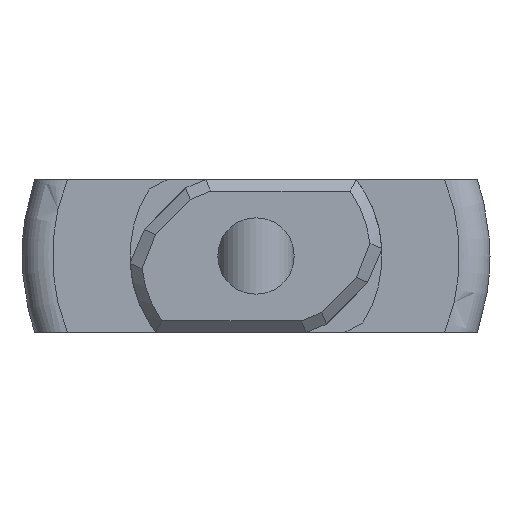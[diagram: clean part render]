
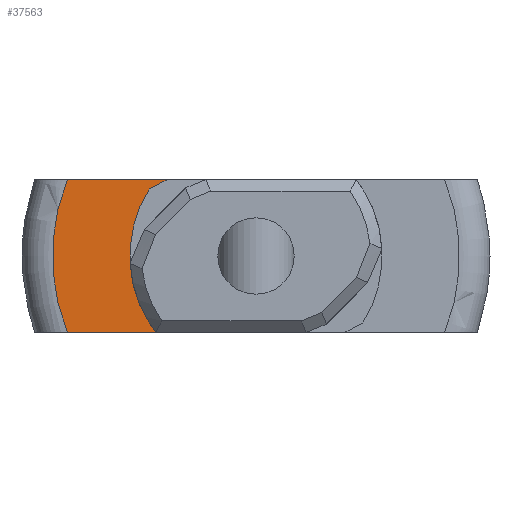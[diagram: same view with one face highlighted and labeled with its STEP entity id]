
A CAD part, left-side view. The second image highlights one B-rep face of the part: STEP entity #37563.
In plain terms, the highlighted planar face has unit normal (-1, 0, 0).
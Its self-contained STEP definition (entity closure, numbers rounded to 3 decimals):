
#722 = PLANE('',#723);
#723 = AXIS2_PLACEMENT_3D('',#724,#725,#726);
#724 = CARTESIAN_POINT('',(-6.25,-6.25,2.));
#725 = DIRECTION('',(0.,0.,1.));
#726 = DIRECTION('',(0.,1.,0.));
#16315 = VERTEX_POINT('',#16316);
#16316 = CARTESIAN_POINT('',(0.,4.94,2.));
#16350 = TOROIDAL_SURFACE('',#16351,5.329,0.8);
#16351 = AXIS2_PLACEMENT_3D('',#16352,#16353,#16354);
#16352 = CARTESIAN_POINT('',(0.8,0.,0.));
#16353 = DIRECTION('',(1.,0.,0.));
#16354 = DIRECTION('',(0.,0.,-1.));
#16384 = EDGE_CURVE('',#16315,#16385,#16387,.T.);
#16385 = VERTEX_POINT('',#16386);
#16386 = CARTESIAN_POINT('',(0.,2.327,2.));
#16387 = SURFACE_CURVE('',#16388,(#16392,#16399),.PCURVE_S1.);
#16388 = LINE('',#16389,#16390);
#16389 = CARTESIAN_POINT('',(0.,5.79,2.));
#16390 = VECTOR('',#16391,1.);
#16391 = DIRECTION('',(0.,-1.,0.));
#16392 = PCURVE('',#722,#16393);
#16393 = DEFINITIONAL_REPRESENTATION('',(#16394),#16398);
#16394 = LINE('',#16395,#16396);
#16395 = CARTESIAN_POINT('',(12.04,-6.25));
#16396 = VECTOR('',#16397,1.);
#16397 = DIRECTION('',(-1.,-0.));
#16398 = ( GEOMETRIC_REPRESENTATION_CONTEXT(2) 
PARAMETRIC_REPRESENTATION_CONTEXT() REPRESENTATION_CONTEXT('2D SPACE',''
  ) );
#16399 = PCURVE('',#16400,#16405);
#16400 = PLANE('',#16401);
#16401 = AXIS2_PLACEMENT_3D('',#16402,#16403,#16404);
#16402 = CARTESIAN_POINT('',(0.,5.329,
    0.));
#16403 = DIRECTION('',(-1.,0.,0.));
#16404 = DIRECTION('',(0.,0.,1.));
#16405 = DEFINITIONAL_REPRESENTATION('',(#16406),#16410);
#16406 = LINE('',#16407,#16408);
#16407 = CARTESIAN_POINT('',(2.,0.46));
#16408 = VECTOR('',#16409,1.);
#16409 = DIRECTION('',(0.,-1.));
#16410 = ( GEOMETRIC_REPRESENTATION_CONTEXT(2) 
PARAMETRIC_REPRESENTATION_CONTEXT() REPRESENTATION_CONTEXT('2D SPACE',''
  ) );
#16428 = PLANE('',#16429);
#16429 = AXIS2_PLACEMENT_3D('',#16430,#16431,#16432);
#16430 = CARTESIAN_POINT('',(-22.688,2.561,1.878));
#16431 = DIRECTION('',(0.,0.464,0.886)
  );
#16432 = DIRECTION('',(1.,0.,0.));
#33769 = PLANE('',#33770);
#33770 = AXIS2_PLACEMENT_3D('',#33771,#33772,#33773);
#33771 = CARTESIAN_POINT('',(-6.25,6.25,-2.));
#33772 = DIRECTION('',(0.,0.,-1.));
#33773 = DIRECTION('',(0.,-1.,0.));
#35850 = PLANE('',#35851);
#35851 = AXIS2_PLACEMENT_3D('',#35852,#35853,#35854);
#35852 = CARTESIAN_POINT('',(-22.688,2.561,-1.878));
#35853 = DIRECTION('',(0.,0.464,
    -0.886));
#35854 = DIRECTION('',(-1.,0.,0.));
#35870 = VERTEX_POINT('',#35871);
#35871 = CARTESIAN_POINT('',(0.,2.795,
    -1.755));
#35885 = CYLINDRICAL_SURFACE('',#35886,3.3);
#35886 = AXIS2_PLACEMENT_3D('',#35887,#35888,#35889);
#35887 = CARTESIAN_POINT('',(-22.688,0.,
    0.));
#35888 = DIRECTION('',(1.,0.,0.));
#35889 = DIRECTION('',(0.,1.,0.));
#35897 = EDGE_CURVE('',#35898,#35870,#35900,.T.);
#35898 = VERTEX_POINT('',#35899);
#35899 = CARTESIAN_POINT('',(0.,2.327,-2.));
#35900 = SURFACE_CURVE('',#35901,(#35905,#35912),.PCURVE_S1.);
#35901 = LINE('',#35902,#35903);
#35902 = CARTESIAN_POINT('',(0.,4.033,
    -1.107));
#35903 = VECTOR('',#35904,1.);
#35904 = DIRECTION('',(0.,0.886,0.464
    ));
#35905 = PCURVE('',#35850,#35906);
#35906 = DEFINITIONAL_REPRESENTATION('',(#35907),#35911);
#35907 = LINE('',#35908,#35909);
#35908 = CARTESIAN_POINT('',(-22.688,1.662));
#35909 = VECTOR('',#35910,1.);
#35910 = DIRECTION('',(0.,1.));
#35911 = ( GEOMETRIC_REPRESENTATION_CONTEXT(2) 
PARAMETRIC_REPRESENTATION_CONTEXT() REPRESENTATION_CONTEXT('2D SPACE',''
  ) );
#35912 = PCURVE('',#16400,#35913);
#35913 = DEFINITIONAL_REPRESENTATION('',(#35914),#35918);
#35914 = LINE('',#35915,#35916);
#35915 = CARTESIAN_POINT('',(-1.107,-1.296));
#35916 = VECTOR('',#35917,1.);
#35917 = DIRECTION('',(0.464,0.886));
#35918 = ( GEOMETRIC_REPRESENTATION_CONTEXT(2) 
PARAMETRIC_REPRESENTATION_CONTEXT() REPRESENTATION_CONTEXT('2D SPACE',''
  ) );
#36406 = EDGE_CURVE('',#35898,#36407,#36409,.T.);
#36407 = VERTEX_POINT('',#36408);
#36408 = CARTESIAN_POINT('',(0.,4.94,-2.));
#36409 = SURFACE_CURVE('',#36410,(#36414,#36421),.PCURVE_S1.);
#36410 = LINE('',#36411,#36412);
#36411 = CARTESIAN_POINT('',(0.,-0.46,-2.));
#36412 = VECTOR('',#36413,1.);
#36413 = DIRECTION('',(0.,1.,0.));
#36414 = PCURVE('',#33769,#36415);
#36415 = DEFINITIONAL_REPRESENTATION('',(#36416),#36420);
#36416 = LINE('',#36417,#36418);
#36417 = CARTESIAN_POINT('',(6.71,-6.25));
#36418 = VECTOR('',#36419,1.);
#36419 = DIRECTION('',(-1.,-0.));
#36420 = ( GEOMETRIC_REPRESENTATION_CONTEXT(2) 
PARAMETRIC_REPRESENTATION_CONTEXT() REPRESENTATION_CONTEXT('2D SPACE',''
  ) );
#36421 = PCURVE('',#16400,#36422);
#36422 = DEFINITIONAL_REPRESENTATION('',(#36423),#36427);
#36423 = LINE('',#36424,#36425);
#36424 = CARTESIAN_POINT('',(-2.,-5.79));
#36425 = VECTOR('',#36426,1.);
#36426 = DIRECTION('',(0.,1.));
#36427 = ( GEOMETRIC_REPRESENTATION_CONTEXT(2) 
PARAMETRIC_REPRESENTATION_CONTEXT() REPRESENTATION_CONTEXT('2D SPACE',''
  ) );
#37050 = EDGE_CURVE('',#37051,#16385,#37053,.T.);
#37051 = VERTEX_POINT('',#37052);
#37052 = CARTESIAN_POINT('',(0.,2.795,
    1.755));
#37053 = SURFACE_CURVE('',#37054,(#37058,#37065),.PCURVE_S1.);
#37054 = LINE('',#37055,#37056);
#37055 = CARTESIAN_POINT('',(0.,4.033,
    1.107));
#37056 = VECTOR('',#37057,1.);
#37057 = DIRECTION('',(0.,-0.886,
    0.464));
#37058 = PCURVE('',#16428,#37059);
#37059 = DEFINITIONAL_REPRESENTATION('',(#37060),#37064);
#37060 = LINE('',#37061,#37062);
#37061 = CARTESIAN_POINT('',(22.688,1.662));
#37062 = VECTOR('',#37063,1.);
#37063 = DIRECTION('',(0.,-1.));
#37064 = ( GEOMETRIC_REPRESENTATION_CONTEXT(2) 
PARAMETRIC_REPRESENTATION_CONTEXT() REPRESENTATION_CONTEXT('2D SPACE',''
  ) );
#37065 = PCURVE('',#16400,#37066);
#37066 = DEFINITIONAL_REPRESENTATION('',(#37067),#37071);
#37067 = LINE('',#37068,#37069);
#37068 = CARTESIAN_POINT('',(1.107,-1.296));
#37069 = VECTOR('',#37070,1.);
#37070 = DIRECTION('',(0.464,-0.886));
#37071 = ( GEOMETRIC_REPRESENTATION_CONTEXT(2) 
PARAMETRIC_REPRESENTATION_CONTEXT() REPRESENTATION_CONTEXT('2D SPACE',''
  ) );
#37100 = EDGE_CURVE('',#35870,#37051,#37101,.T.);
#37101 = SURFACE_CURVE('',#37102,(#37107,#37114),.PCURVE_S1.);
#37102 = CIRCLE('',#37103,3.3);
#37103 = AXIS2_PLACEMENT_3D('',#37104,#37105,#37106);
#37104 = CARTESIAN_POINT('',(0.,0.,
    0.));
#37105 = DIRECTION('',(1.,0.,0.));
#37106 = DIRECTION('',(0.,0.,1.));
#37107 = PCURVE('',#35885,#37108);
#37108 = DEFINITIONAL_REPRESENTATION('',(#37109),#37113);
#37109 = LINE('',#37110,#37111);
#37110 = CARTESIAN_POINT('',(1.571,22.688));
#37111 = VECTOR('',#37112,1.);
#37112 = DIRECTION('',(1.,0.));
#37113 = ( GEOMETRIC_REPRESENTATION_CONTEXT(2) 
PARAMETRIC_REPRESENTATION_CONTEXT() REPRESENTATION_CONTEXT('2D SPACE',''
  ) );
#37114 = PCURVE('',#16400,#37115);
#37115 = DEFINITIONAL_REPRESENTATION('',(#37116),#37124);
#37116 = ( BOUNDED_CURVE() B_SPLINE_CURVE(2,(#37117,#37118,#37119,#37120
    ,#37121,#37122,#37123),.UNSPECIFIED.,.T.,.F.) 
B_SPLINE_CURVE_WITH_KNOTS((1,2,2,2,2,1),(-2.094,0.,
    2.094,4.189,6.283,8.378),
.UNSPECIFIED.) CURVE() GEOMETRIC_REPRESENTATION_ITEM() 
RATIONAL_B_SPLINE_CURVE((1.,0.5,1.,0.5,1.,0.5,1.)) REPRESENTATION_ITEM(
  '') );
#37117 = CARTESIAN_POINT('',(3.3,-5.329));
#37118 = CARTESIAN_POINT('',(3.3,-11.045));
#37119 = CARTESIAN_POINT('',(-1.65,-8.187));
#37120 = CARTESIAN_POINT('',(-6.6,-5.329));
#37121 = CARTESIAN_POINT('',(-1.65,-2.471));
#37122 = CARTESIAN_POINT('',(3.3,0.387));
#37123 = CARTESIAN_POINT('',(3.3,-5.329));
#37124 = ( GEOMETRIC_REPRESENTATION_CONTEXT(2) 
PARAMETRIC_REPRESENTATION_CONTEXT() REPRESENTATION_CONTEXT('2D SPACE',''
  ) );
#37563 = ADVANCED_FACE('',(#37564),#16400,.T.);
#37564 = FACE_BOUND('',#37565,.T.);
#37565 = EDGE_LOOP('',(#37566,#37567,#37568,#37569,#37595,#37596));
#37566 = ORIENTED_EDGE('',*,*,#37100,.T.);
#37567 = ORIENTED_EDGE('',*,*,#37050,.T.);
#37568 = ORIENTED_EDGE('',*,*,#16384,.F.);
#37569 = ORIENTED_EDGE('',*,*,#37570,.F.);
#37570 = EDGE_CURVE('',#36407,#16315,#37571,.T.);
#37571 = SURFACE_CURVE('',#37572,(#37577,#37588),.PCURVE_S1.);
#37572 = CIRCLE('',#37573,5.329);
#37573 = AXIS2_PLACEMENT_3D('',#37574,#37575,#37576);
#37574 = CARTESIAN_POINT('',(0.,0.,0.)
  );
#37575 = DIRECTION('',(1.,0.,0.));
#37576 = DIRECTION('',(0.,0.,1.));
#37577 = PCURVE('',#16400,#37578);
#37578 = DEFINITIONAL_REPRESENTATION('',(#37579),#37587);
#37579 = ( BOUNDED_CURVE() B_SPLINE_CURVE(2,(#37580,#37581,#37582,#37583
    ,#37584,#37585,#37586),.UNSPECIFIED.,.T.,.F.) 
B_SPLINE_CURVE_WITH_KNOTS((1,2,2,2,2,1),(-2.094,0.,
    2.094,4.189,6.283,8.378),
.UNSPECIFIED.) CURVE() GEOMETRIC_REPRESENTATION_ITEM() 
RATIONAL_B_SPLINE_CURVE((1.,0.5,1.,0.5,1.,0.5,1.)) REPRESENTATION_ITEM(
  '') );
#37580 = CARTESIAN_POINT('',(5.329,-5.329));
#37581 = CARTESIAN_POINT('',(5.329,-14.56));
#37582 = CARTESIAN_POINT('',(-2.665,-9.945));
#37583 = CARTESIAN_POINT('',(-10.659,-5.329));
#37584 = CARTESIAN_POINT('',(-2.665,-0.714));
#37585 = CARTESIAN_POINT('',(5.329,3.901));
#37586 = CARTESIAN_POINT('',(5.329,-5.329));
#37587 = ( GEOMETRIC_REPRESENTATION_CONTEXT(2) 
PARAMETRIC_REPRESENTATION_CONTEXT() REPRESENTATION_CONTEXT('2D SPACE',''
  ) );
#37588 = PCURVE('',#16350,#37589);
#37589 = DEFINITIONAL_REPRESENTATION('',(#37590),#37594);
#37590 = LINE('',#37591,#37592);
#37591 = CARTESIAN_POINT('',(-3.142,4.712));
#37592 = VECTOR('',#37593,1.);
#37593 = DIRECTION('',(1.,0.));
#37594 = ( GEOMETRIC_REPRESENTATION_CONTEXT(2) 
PARAMETRIC_REPRESENTATION_CONTEXT() REPRESENTATION_CONTEXT('2D SPACE',''
  ) );
#37595 = ORIENTED_EDGE('',*,*,#36406,.F.);
#37596 = ORIENTED_EDGE('',*,*,#35897,.T.);
